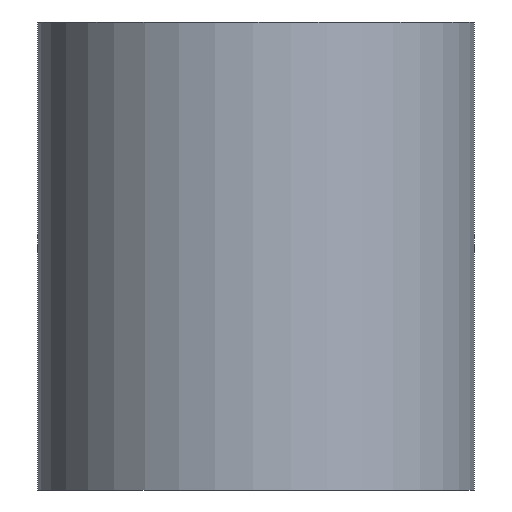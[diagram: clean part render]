
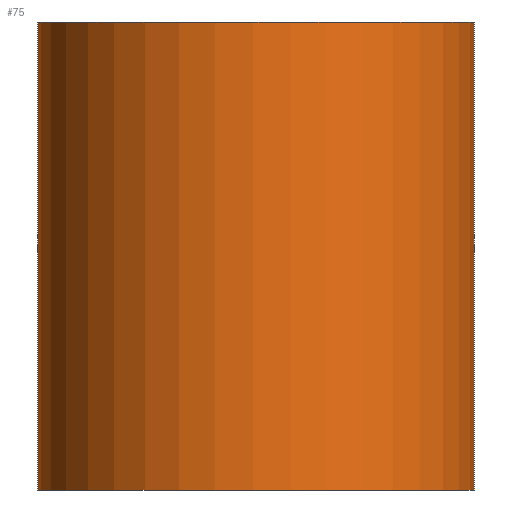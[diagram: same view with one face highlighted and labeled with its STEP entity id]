
A CAD part, front view. The second image highlights one B-rep face of the part: STEP entity #75.
In plain terms, the highlighted cylindrical face has radius 140 mm (diameter 280 mm), a partial arc.
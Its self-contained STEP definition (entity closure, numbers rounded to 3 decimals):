
#5 = FACE_OUTER_BOUND ( 'NONE', #26, .T. ) ;
#11 = ORIENTED_EDGE ( 'NONE', *, *, #223, .T. ) ;
#13 = CARTESIAN_POINT ( 'NONE',  ( 140., -130., 300. ) ) ;
#17 = DIRECTION ( 'NONE',  ( 0., 0., -1. ) ) ;
#25 = LINE ( 'NONE', #307, #271 ) ;
#26 = EDGE_LOOP ( 'NONE', ( #119, #97, #11, #197 ) ) ;
#36 = EDGE_CURVE ( 'NONE', #237, #116, #240, .T. ) ;
#43 = CARTESIAN_POINT ( 'NONE',  ( 0., -130., 0. ) ) ;
#45 = CARTESIAN_POINT ( 'NONE',  ( 140., -130., 300. ) ) ;
#63 = DIRECTION ( 'NONE',  ( 1., 0., 0. ) ) ;
#74 = DIRECTION ( 'NONE',  ( 0., 0., -1. ) ) ;
#75 = ADVANCED_FACE ( 'NONE', ( #5 ), #196, .T. ) ;
#76 = CARTESIAN_POINT ( 'NONE',  ( 170., 6.748, 300. ) ) ;
#89 = VECTOR ( 'NONE', #17, 1000. ) ;
#92 = DIRECTION ( 'NONE',  ( -1., 0., 0. ) ) ;
#97 = ORIENTED_EDGE ( 'NONE', *, *, #191, .F. ) ;
#99 = CARTESIAN_POINT ( 'NONE',  ( 170., 6.748, 300. ) ) ;
#106 = VERTEX_POINT ( 'NONE', #229 ) ;
#116 = VERTEX_POINT ( 'NONE', #43 ) ;
#119 = ORIENTED_EDGE ( 'NONE', *, *, #36, .F. ) ;
#120 = CARTESIAN_POINT ( 'NONE',  ( 140., -130., 0. ) ) ;
#150 = AXIS2_PLACEMENT_3D ( 'NONE', #45, #209, #256 ) ;
#152 = LINE ( 'NONE', #99, #89 ) ;
#179 = AXIS2_PLACEMENT_3D ( 'NONE', #13, #300, #92 ) ;
#189 = VERTEX_POINT ( 'NONE', #76 ) ;
#191 = EDGE_CURVE ( 'NONE', #189, #237, #152, .T. ) ;
#196 = CYLINDRICAL_SURFACE ( 'NONE', #179, 140. ) ;
#197 = ORIENTED_EDGE ( 'NONE', *, *, #254, .T. ) ;
#202 = DIRECTION ( 'NONE',  ( 0., 0., -1. ) ) ;
#209 = DIRECTION ( 'NONE',  ( 0., 0., -1. ) ) ;
#223 = EDGE_CURVE ( 'NONE', #189, #106, #293, .T. ) ;
#229 = CARTESIAN_POINT ( 'NONE',  ( 0., -130., 300. ) ) ;
#237 = VERTEX_POINT ( 'NONE', #284 ) ;
#240 = CIRCLE ( 'NONE', #290, 140. ) ;
#254 = EDGE_CURVE ( 'NONE', #106, #116, #25, .T. ) ;
#256 = DIRECTION ( 'NONE',  ( 1., 0., 0. ) ) ;
#271 = VECTOR ( 'NONE', #74, 1000. ) ;
#284 = CARTESIAN_POINT ( 'NONE',  ( 170., 6.748, 0. ) ) ;
#290 = AXIS2_PLACEMENT_3D ( 'NONE', #120, #202, #63 ) ;
#293 = CIRCLE ( 'NONE', #150, 140. ) ;
#300 = DIRECTION ( 'NONE',  ( 0., 0., -1. ) ) ;
#307 = CARTESIAN_POINT ( 'NONE',  ( 0., -130., 300. ) ) ;
